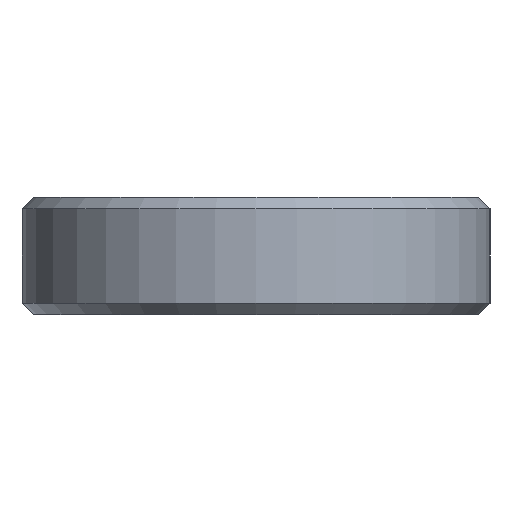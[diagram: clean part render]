
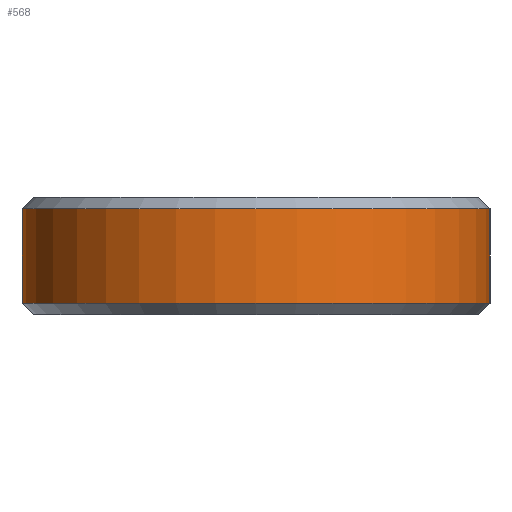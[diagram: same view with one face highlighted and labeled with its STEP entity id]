
A CAD part, left-side view. The second image highlights one B-rep face of the part: STEP entity #568.
In plain terms, the highlighted cylindrical face has radius 6.25 mm (diameter 12.5 mm), a partial arc.
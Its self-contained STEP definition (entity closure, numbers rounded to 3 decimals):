
#44 = PLANE('',#45);
#45 = AXIS2_PLACEMENT_3D('',#46,#47,#48);
#46 = CARTESIAN_POINT('',(25.,-6.25,0.));
#47 = DIRECTION('',(0.,-1.,0.));
#48 = DIRECTION('',(-1.,0.,0.));
#101 = PLANE('',#102);
#102 = AXIS2_PLACEMENT_3D('',#103,#104,#105);
#103 = CARTESIAN_POINT('',(25.,6.25,0.));
#104 = DIRECTION('',(0.,-1.,0.));
#105 = DIRECTION('',(-1.,0.,0.));
#145 = VERTEX_POINT('',#146);
#146 = CARTESIAN_POINT('',(-25.,-6.25,2.825));
#172 = EDGE_CURVE('',#173,#145,#175,.T.);
#173 = VERTEX_POINT('',#174);
#174 = CARTESIAN_POINT('',(-25.,-6.25,0.3));
#175 = SURFACE_CURVE('',#176,(#180,#187),.PCURVE_S1.);
#176 = LINE('',#177,#178);
#177 = CARTESIAN_POINT('',(-25.,-6.25,0.));
#178 = VECTOR('',#179,1.);
#179 = DIRECTION('',(0.,0.,1.));
#180 = PCURVE('',#44,#181);
#181 = DEFINITIONAL_REPRESENTATION('',(#182),#186);
#182 = LINE('',#183,#184);
#183 = CARTESIAN_POINT('',(50.,0.));
#184 = VECTOR('',#185,1.);
#185 = DIRECTION('',(0.,-1.));
#186 = ( GEOMETRIC_REPRESENTATION_CONTEXT(2) 
PARAMETRIC_REPRESENTATION_CONTEXT() REPRESENTATION_CONTEXT('2D SPACE',''
  ) );
#187 = PCURVE('',#188,#193);
#188 = CYLINDRICAL_SURFACE('',#189,6.25);
#189 = AXIS2_PLACEMENT_3D('',#190,#191,#192);
#190 = CARTESIAN_POINT('',(-25.,0.,0.));
#191 = DIRECTION('',(-0.,-0.,-1.));
#192 = DIRECTION('',(1.,0.,0.));
#193 = DEFINITIONAL_REPRESENTATION('',(#194),#198);
#194 = LINE('',#195,#196);
#195 = CARTESIAN_POINT('',(-4.712,0.));
#196 = VECTOR('',#197,1.);
#197 = DIRECTION('',(-0.,-1.));
#198 = ( GEOMETRIC_REPRESENTATION_CONTEXT(2) 
PARAMETRIC_REPRESENTATION_CONTEXT() REPRESENTATION_CONTEXT('2D SPACE',''
  ) );
#395 = VERTEX_POINT('',#396);
#396 = CARTESIAN_POINT('',(-25.,6.25,2.825));
#417 = EDGE_CURVE('',#418,#395,#420,.T.);
#418 = VERTEX_POINT('',#419);
#419 = CARTESIAN_POINT('',(-25.,6.25,0.3));
#420 = SURFACE_CURVE('',#421,(#425,#432),.PCURVE_S1.);
#421 = LINE('',#422,#423);
#422 = CARTESIAN_POINT('',(-25.,6.25,0.));
#423 = VECTOR('',#424,1.);
#424 = DIRECTION('',(0.,0.,1.));
#425 = PCURVE('',#101,#426);
#426 = DEFINITIONAL_REPRESENTATION('',(#427),#431);
#427 = LINE('',#428,#429);
#428 = CARTESIAN_POINT('',(50.,0.));
#429 = VECTOR('',#430,1.);
#430 = DIRECTION('',(0.,-1.));
#431 = ( GEOMETRIC_REPRESENTATION_CONTEXT(2) 
PARAMETRIC_REPRESENTATION_CONTEXT() REPRESENTATION_CONTEXT('2D SPACE',''
  ) );
#432 = PCURVE('',#188,#433);
#433 = DEFINITIONAL_REPRESENTATION('',(#434),#438);
#434 = LINE('',#435,#436);
#435 = CARTESIAN_POINT('',(-1.571,0.));
#436 = VECTOR('',#437,1.);
#437 = DIRECTION('',(-0.,-1.));
#438 = ( GEOMETRIC_REPRESENTATION_CONTEXT(2) 
PARAMETRIC_REPRESENTATION_CONTEXT() REPRESENTATION_CONTEXT('2D SPACE',''
  ) );
#480 = CONICAL_SURFACE('',#481,6.25,0.785);
#481 = AXIS2_PLACEMENT_3D('',#482,#483,#484);
#482 = CARTESIAN_POINT('',(-25.,0.,0.3));
#483 = DIRECTION('',(0.,0.,1.));
#484 = DIRECTION('',(0.,1.,0.));
#534 = CONICAL_SURFACE('',#535,6.25,0.785);
#535 = AXIS2_PLACEMENT_3D('',#536,#537,#538);
#536 = CARTESIAN_POINT('',(-25.,0.,2.825));
#537 = DIRECTION('',(-0.,-0.,-1.));
#538 = DIRECTION('',(0.,1.,0.));
#568 = ADVANCED_FACE('',(#569),#188,.T.);
#569 = FACE_BOUND('',#570,.F.);
#570 = EDGE_LOOP('',(#571,#572,#594,#595));
#571 = ORIENTED_EDGE('',*,*,#417,.T.);
#572 = ORIENTED_EDGE('',*,*,#573,.T.);
#573 = EDGE_CURVE('',#395,#145,#574,.T.);
#574 = SURFACE_CURVE('',#575,(#580,#587),.PCURVE_S1.);
#575 = CIRCLE('',#576,6.25);
#576 = AXIS2_PLACEMENT_3D('',#577,#578,#579);
#577 = CARTESIAN_POINT('',(-25.,0.,2.825));
#578 = DIRECTION('',(0.,-0.,1.));
#579 = DIRECTION('',(0.,1.,0.));
#580 = PCURVE('',#188,#581);
#581 = DEFINITIONAL_REPRESENTATION('',(#582),#586);
#582 = LINE('',#583,#584);
#583 = CARTESIAN_POINT('',(-1.571,-2.825));
#584 = VECTOR('',#585,1.);
#585 = DIRECTION('',(-1.,0.));
#586 = ( GEOMETRIC_REPRESENTATION_CONTEXT(2) 
PARAMETRIC_REPRESENTATION_CONTEXT() REPRESENTATION_CONTEXT('2D SPACE',''
  ) );
#587 = PCURVE('',#534,#588);
#588 = DEFINITIONAL_REPRESENTATION('',(#589),#593);
#589 = LINE('',#590,#591);
#590 = CARTESIAN_POINT('',(-0.,-0.));
#591 = VECTOR('',#592,1.);
#592 = DIRECTION('',(-1.,-0.));
#593 = ( GEOMETRIC_REPRESENTATION_CONTEXT(2) 
PARAMETRIC_REPRESENTATION_CONTEXT() REPRESENTATION_CONTEXT('2D SPACE',''
  ) );
#594 = ORIENTED_EDGE('',*,*,#172,.F.);
#595 = ORIENTED_EDGE('',*,*,#596,.F.);
#596 = EDGE_CURVE('',#418,#173,#597,.T.);
#597 = SURFACE_CURVE('',#598,(#603,#610),.PCURVE_S1.);
#598 = CIRCLE('',#599,6.25);
#599 = AXIS2_PLACEMENT_3D('',#600,#601,#602);
#600 = CARTESIAN_POINT('',(-25.,0.,0.3));
#601 = DIRECTION('',(0.,-0.,1.));
#602 = DIRECTION('',(0.,1.,0.));
#603 = PCURVE('',#188,#604);
#604 = DEFINITIONAL_REPRESENTATION('',(#605),#609);
#605 = LINE('',#606,#607);
#606 = CARTESIAN_POINT('',(-1.571,-0.3));
#607 = VECTOR('',#608,1.);
#608 = DIRECTION('',(-1.,0.));
#609 = ( GEOMETRIC_REPRESENTATION_CONTEXT(2) 
PARAMETRIC_REPRESENTATION_CONTEXT() REPRESENTATION_CONTEXT('2D SPACE',''
  ) );
#610 = PCURVE('',#480,#611);
#611 = DEFINITIONAL_REPRESENTATION('',(#612),#616);
#612 = LINE('',#613,#614);
#613 = CARTESIAN_POINT('',(0.,-0.));
#614 = VECTOR('',#615,1.);
#615 = DIRECTION('',(1.,-0.));
#616 = ( GEOMETRIC_REPRESENTATION_CONTEXT(2) 
PARAMETRIC_REPRESENTATION_CONTEXT() REPRESENTATION_CONTEXT('2D SPACE',''
  ) );
